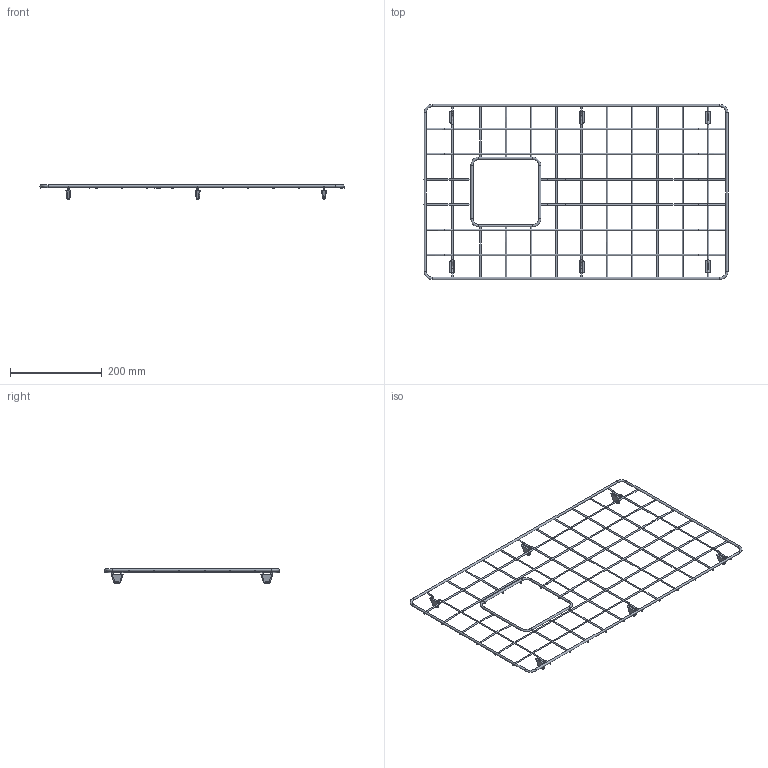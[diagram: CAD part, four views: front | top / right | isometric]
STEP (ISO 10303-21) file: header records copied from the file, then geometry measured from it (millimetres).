
FILE_DESCRIPTION(/* description */ (''),/* implementation_level */ '2;1');
FILE_NAME(/* name */ '1344_1345 30x19x10 Inch Sink Rack StepRim.stp',/* time_stamp */ '2016-10-19T14:33:24+03:00',/* author */ (''),/* organization */ (''),/* preprocessor_version */ 'ST-DEVELOPER v16',/* originating_system */ 'SIEMENS PLM Software NX 10.0',/* authorisation */ '');
FILE_SCHEMA (('AP203_CONFIGURATION_CONTROLLED_3D_DESIGN_OF_MECHANICAL_PARTS_AND_ASSEMBLIES_MIM_LF { 1 0 10303 403 2 1 2}'));
Length unit declared in the file: millimetre
Products named in the file (1): Can13C08971a4t1
Bounding box: 661.66 x 381.64 x 30.73 mm (x, y, z)
Volume: 114383.3 mm3; surface area: 122285.6 mm2
Topology: 30 solids, 30 shells, 274 faces, 542 edges, 307 vertices
Faces by surface type: plane 87, cylinder 70, bspline 55, torus 40, sphere 22
Full cylindrical faces by diameter (mm): 3 x50, 4.8 x8
Entity records: 7244 total; most frequent: CARTESIAN_POINT 2510, DIRECTION 919, ORIENTED_EDGE 798, AXIS2_PLACEMENT_3D 409, EDGE_CURVE 399, EDGE_LOOP 377, VERTEX_POINT 284, ADVANCED_FACE 274
